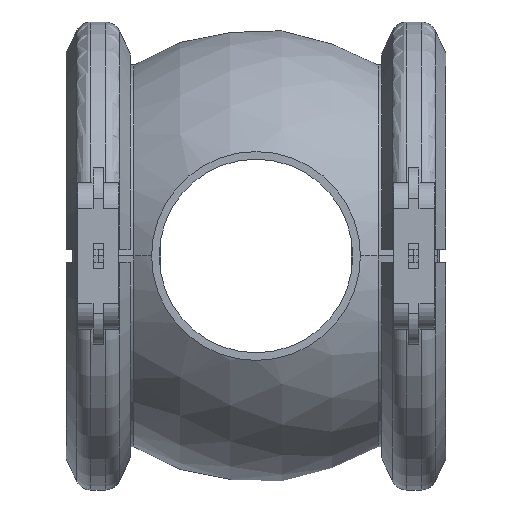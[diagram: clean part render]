
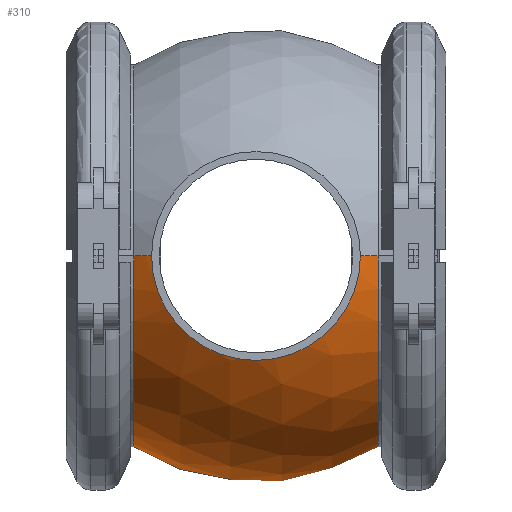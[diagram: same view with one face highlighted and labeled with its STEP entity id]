
A CAD part, left-side view. The second image highlights one B-rep face of the part: STEP entity #310.
In plain terms, the highlighted spherical face has radius 44.5 mm.
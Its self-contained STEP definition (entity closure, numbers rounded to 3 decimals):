
#29=CARTESIAN_POINT('',(-39.497,0.,0.));
#30=DIRECTION('',(-1.,0.,0.));
#31=DIRECTION('',(0.,1.,0.));
#32=AXIS2_PLACEMENT_3D('',#29,#30,#31);
#34=CARTESIAN_POINT('',(-39.497,0.,0.));
#35=DIRECTION('',(-1.,0.,0.));
#36=DIRECTION('',(0.,0.,-1.));
#37=AXIS2_PLACEMENT_3D('',#34,#35,#36);
#39=CARTESIAN_POINT('',(0.,0.,0.));
#40=DIRECTION('',(0.,0.,1.));
#41=DIRECTION('',(-0.888,-0.461,0.));
#42=AXIS2_PLACEMENT_3D('',#39,#40,#41);
#44=CARTESIAN_POINT('',(0.,0.,0.));
#45=DIRECTION('',(0.,0.,1.));
#46=DIRECTION('',(0.843,-0.538,0.));
#47=AXIS2_PLACEMENT_3D('',#44,#45,#46);
#49=CARTESIAN_POINT('',(39.497,0.,0.));
#50=DIRECTION('',(1.,0.,0.));
#51=DIRECTION('',(0.,-1.,0.));
#52=AXIS2_PLACEMENT_3D('',#49,#50,#51);
#54=CARTESIAN_POINT('',(39.497,0.,0.));
#55=DIRECTION('',(1.,0.,0.));
#56=DIRECTION('',(0.,0.,-1.));
#57=AXIS2_PLACEMENT_3D('',#54,#55,#56);
#59=CARTESIAN_POINT('',(0.,0.,0.));
#60=DIRECTION('',(0.,0.,1.));
#61=DIRECTION('',(0.888,0.461,0.));
#62=AXIS2_PLACEMENT_3D('',#59,#60,#61);
#64=CARTESIAN_POINT('',(0.,0.,0.));
#65=DIRECTION('',(0.,0.,1.));
#66=DIRECTION('',(-0.843,0.538,0.));
#67=AXIS2_PLACEMENT_3D('',#64,#65,#66);
#73=CARTESIAN_POINT('',(0.,-23.958,0.));
#74=DIRECTION('',(0.,1.,0.));
#75=DIRECTION('',(1.,0.,0.));
#76=AXIS2_PLACEMENT_3D('',#73,#74,#75);
#161=CARTESIAN_POINT('',(0.,23.958,0.));
#162=DIRECTION('',(0.,1.,0.));
#163=DIRECTION('',(1.,0.,0.));
#164=AXIS2_PLACEMENT_3D('',#161,#162,#163);
#181=CARTESIAN_POINT('',(37.5,23.958,0.));
#183=VERTEX_POINT('',#181);
#185=CARTESIAN_POINT('',(-37.5,23.958,0.));
#187=VERTEX_POINT('',#185);
#189=CARTESIAN_POINT('',(37.5,-23.958,0.));
#191=VERTEX_POINT('',#189);
#193=CARTESIAN_POINT('',(-37.5,-23.958,0.));
#195=VERTEX_POINT('',#193);
#205=CARTESIAN_POINT('',(39.497,20.5,0.));
#207=VERTEX_POINT('',#205);
#209=CARTESIAN_POINT('',(39.497,-20.5,0.));
#210=VERTEX_POINT('',#209);
#211=CARTESIAN_POINT('',(39.497,0.,-20.5));
#212=VERTEX_POINT('',#211);
#222=CARTESIAN_POINT('',(-39.497,20.5,0.));
#224=VERTEX_POINT('',#222);
#225=CARTESIAN_POINT('',(-39.497,-20.5,0.));
#226=VERTEX_POINT('',#225);
#227=CARTESIAN_POINT('',(-39.497,0.,-20.5));
#228=VERTEX_POINT('',#227);
#289=CARTESIAN_POINT('',(0.,0.,0.));
#290=DIRECTION('',(0.,-1.,0.));
#291=DIRECTION('',(-1.,0.,0.));
#292=AXIS2_PLACEMENT_3D('',#289,#290,#291);
#293=SPHERICAL_SURFACE('',#292,44.5);
#294=ORIENTED_EDGE('',*,*,#269,.T.);
#295=ORIENTED_EDGE('',*,*,#280,.T.);
#296=ORIENTED_EDGE('',*,*,#250,.T.);
#298=ORIENTED_EDGE('',*,*,#297,.F.);
#299=ORIENTED_EDGE('',*,*,#246,.T.);
#301=ORIENTED_EDGE('',*,*,#300,.T.);
#303=ORIENTED_EDGE('',*,*,#302,.T.);
#304=ORIENTED_EDGE('',*,*,#240,.T.);
#306=ORIENTED_EDGE('',*,*,#305,.T.);
#307=ORIENTED_EDGE('',*,*,#236,.T.);
#308=EDGE_LOOP('',(#294,#295,#296,#298,#299,#301,#303,#304,#306,#307));
#309=FACE_OUTER_BOUND('',#308,.F.);
#310=ADVANCED_FACE('',(#309),#293,.T.);
#33=CIRCLE('',#32,20.5);
#38=CIRCLE('',#37,20.5);
#43=CIRCLE('',#42,44.5);
#48=CIRCLE('',#47,44.5);
#53=CIRCLE('',#52,20.5);
#58=CIRCLE('',#57,20.5);
#63=CIRCLE('',#62,44.5);
#68=CIRCLE('',#67,44.5);
#77=CIRCLE('',#76,37.5);
#165=CIRCLE('',#164,37.5);
#236=EDGE_CURVE('',#187,#224,#68,.T.);
#240=EDGE_CURVE('',#207,#183,#63,.T.);
#246=EDGE_CURVE('',#191,#210,#48,.T.);
#250=EDGE_CURVE('',#226,#195,#43,.T.);
#269=EDGE_CURVE('',#224,#228,#33,.T.);
#280=EDGE_CURVE('',#228,#226,#38,.T.);
#297=EDGE_CURVE('',#191,#195,#77,.T.);
#300=EDGE_CURVE('',#210,#212,#53,.T.);
#302=EDGE_CURVE('',#212,#207,#58,.T.);
#305=EDGE_CURVE('',#183,#187,#165,.T.);
